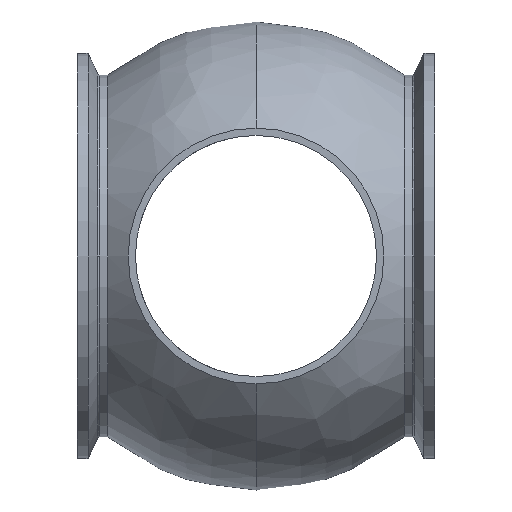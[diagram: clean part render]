
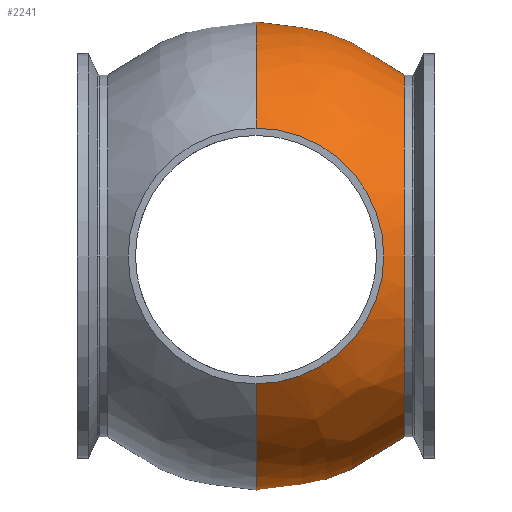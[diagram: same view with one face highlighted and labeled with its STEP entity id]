
A CAD part, front view. The second image highlights one B-rep face of the part: STEP entity #2241.
In plain terms, the highlighted free-form (B-spline) face has degree [3, 3] with [4, 4] control points.
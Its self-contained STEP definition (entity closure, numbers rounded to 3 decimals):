
#894 = CARTESIAN_POINT ( 'NONE',  ( 73.39, 0., 0. ) ) ;
#895 = CARTESIAN_POINT ( 'NONE',  ( 73.39, -40.62, -26.5 ) ) ;
#896 = DIRECTION ( 'NONE',  ( 0., 0., 1. ) ) ;
#897 = DIRECTION ( 'NONE',  ( 0., -1., 0. ) ) ;
#898 = AXIS2_PLACEMENT_3D ( 'NONE', #1030, #897, #896 ) ;
#899 = CIRCLE ( 'NONE', #898, 26.5 ) ;
#917 = DIRECTION ( 'NONE',  ( 0., 1., 0. ) ) ;
#918 = DIRECTION ( 'NONE',  ( -1., 0., 0. ) ) ;
#919 = AXIS2_PLACEMENT_3D ( 'NONE', #894, #918, #917 ) ;
#920 = CIRCLE ( 'NONE', #919, 48.5 ) ;
#1030 = CARTESIAN_POINT ( 'NONE',  ( 73.39, -40.62, 0. ) ) ;
#1056 = CARTESIAN_POINT ( 'NONE',  ( 73.39, 0., 0. ) ) ;
#1057 = AXIS2_PLACEMENT_3D ( 'NONE', #1056, #1122, #1121 ) ;
#1058 = CIRCLE ( 'NONE', #1057, 48.5 ) ;
#1059 = CARTESIAN_POINT ( 'NONE',  ( 73.39, 40.62, 26.5 ) ) ;
#1060 = CARTESIAN_POINT ( 'NONE',  ( 73.39, 40.62, -26.5 ) ) ;
#1061 = DIRECTION ( 'NONE',  ( 0., 0., -1. ) ) ;
#1062 = DIRECTION ( 'NONE',  ( 0., -1., 0. ) ) ;
#1063 = CARTESIAN_POINT ( 'NONE',  ( 73.39, 40.62, 0. ) ) ;
#1064 = AXIS2_PLACEMENT_3D ( 'NONE', #1063, #1062, #1061 ) ;
#1120 = CARTESIAN_POINT ( 'NONE',  ( 73.39, -40.62, 26.5 ) ) ;
#1121 = DIRECTION ( 'NONE',  ( 0., 1., 0. ) ) ;
#1122 = DIRECTION ( 'NONE',  ( 1., 0., 0. ) ) ;
#1123 = DIRECTION ( 'NONE',  ( 0., 0., 1. ) ) ;
#1124 = DIRECTION ( 'NONE',  ( -1., 0., 0. ) ) ;
#1125 = CARTESIAN_POINT ( 'NONE',  ( 104.147, 0., 0. ) ) ;
#1126 = AXIS2_PLACEMENT_3D ( 'NONE', #1125, #1124, #1123 ) ;
#1127 = CIRCLE ( 'NONE', #1126, 37.5 ) ;
#1128 = CIRCLE ( 'NONE', #1064, 26.5 ) ;
#1265 = CARTESIAN_POINT ( 'NONE',  ( 73.39, 40.62, -26.5 ) ) ;
#1266 = CARTESIAN_POINT ( 'NONE',  ( 126.39, 40.62, -26.5 ) ) ;
#1267 = CARTESIAN_POINT ( 'NONE',  ( 126.39, 40.62, 26.5 ) ) ;
#1268 = CARTESIAN_POINT ( 'NONE',  ( 73.39, 40.62, 26.5 ) ) ;
#1269 = DIRECTION ( 'NONE',  ( 0., 0., 1. ) ) ;
#1270 = DIRECTION ( 'NONE',  ( -1., 0., 0. ) ) ;
#1271 = AXIS2_PLACEMENT_3D ( 'NONE', #1381, #1270, #1269 ) ;
#1272 = CIRCLE ( 'NONE', #1271, 37.5 ) ;
#1273 =( BOUNDED_SURFACE ( )  B_SPLINE_SURFACE ( 3, 3, ( 
 ( #1268, #1267, #1266, #1265 ),
 ( #1380, #1379, #1378, #1377 ),
 ( #1376, #1375, #1374, #1373 ),
 ( #1372, #1371, #1370, #1369 ) ),
 .UNSPECIFIED., .F., .F., .F. ) 
 B_SPLINE_SURFACE_WITH_KNOTS ( ( 4, 4 ),
 ( 4, 4 ),
 ( 0., 1. ),
 ( 0., 1. ),
 .UNSPECIFIED. ) 
 GEOMETRIC_REPRESENTATION_ITEM ( )  RATIONAL_B_SPLINE_SURFACE ( (
 ( 1., 0.333, 0.333, 1.),
 ( 0.698, 0.233, 0.233, 0.698),
 ( 0.698, 0.233, 0.233, 0.698),
 ( 1., 0.333, 0.333, 1.) ) ) 
 REPRESENTATION_ITEM ( '' )  SURFACE ( )  );
#1274 = FACE_OUTER_BOUND ( 'NONE', #2192, .T. ) ;
#1280 = FACE_BOUND ( 'NONE', #2242, .T. ) ;
#1366 = CARTESIAN_POINT ( 'NONE',  ( 104.147, 0., -37.5 ) ) ;
#1368 = CARTESIAN_POINT ( 'NONE',  ( 104.147, 0., 37.5 ) ) ;
#1369 = CARTESIAN_POINT ( 'NONE',  ( 73.39, -40.62, -26.5 ) ) ;
#1370 = CARTESIAN_POINT ( 'NONE',  ( 126.39, -40.62, -26.5 ) ) ;
#1371 = CARTESIAN_POINT ( 'NONE',  ( 126.39, -40.62, 26.5 ) ) ;
#1372 = CARTESIAN_POINT ( 'NONE',  ( 73.39, -40.62, 26.5 ) ) ;
#1373 = CARTESIAN_POINT ( 'NONE',  ( 73.39, -19.41, -59.012 ) ) ;
#1374 = CARTESIAN_POINT ( 'NONE',  ( 191.415, -19.41, -59.012 ) ) ;
#1375 = CARTESIAN_POINT ( 'NONE',  ( 191.415, -19.41, 59.012 ) ) ;
#1376 = CARTESIAN_POINT ( 'NONE',  ( 73.39, -19.41, 59.012 ) ) ;
#1377 = CARTESIAN_POINT ( 'NONE',  ( 73.39, 19.41, -59.012 ) ) ;
#1378 = CARTESIAN_POINT ( 'NONE',  ( 191.415, 19.41, -59.012 ) ) ;
#1379 = CARTESIAN_POINT ( 'NONE',  ( 191.415, 19.41, 59.012 ) ) ;
#1380 = CARTESIAN_POINT ( 'NONE',  ( 73.39, 19.41, 59.012 ) ) ;
#1381 = CARTESIAN_POINT ( 'NONE',  ( 104.147, 0., 0. ) ) ;
#2129 = EDGE_CURVE ( 'NONE', #2130, #2199, #899, .T. ) ;
#2130 = VERTEX_POINT ( 'NONE', #895 ) ;
#2131 = ORIENTED_EDGE ( 'NONE', *, *, #2132, .F. ) ;
#2132 = EDGE_CURVE ( 'NONE', #2195, #2130, #920, .T. ) ;
#2190 = ORIENTED_EDGE ( 'NONE', *, *, #2191, .T. ) ;
#2191 = EDGE_CURVE ( 'NONE', #2268, #2245, #1127, .T. ) ;
#2192 = EDGE_LOOP ( 'NONE', ( #2193, #2197, #2200, #2131 ) ) ;
#2193 = ORIENTED_EDGE ( 'NONE', *, *, #2194, .T. ) ;
#2194 = EDGE_CURVE ( 'NONE', #2195, #2196, #1128, .T. ) ;
#2195 = VERTEX_POINT ( 'NONE', #1060 ) ;
#2196 = VERTEX_POINT ( 'NONE', #1059 ) ;
#2197 = ORIENTED_EDGE ( 'NONE', *, *, #2198, .T. ) ;
#2198 = EDGE_CURVE ( 'NONE', #2196, #2199, #1058, .T. ) ;
#2199 = VERTEX_POINT ( 'NONE', #1120 ) ;
#2200 = ORIENTED_EDGE ( 'NONE', *, *, #2129, .F. ) ;
#2241 = ADVANCED_FACE ( 'NONE', ( #1280, #1274 ), #1273, .T. ) ;
#2242 = EDGE_LOOP ( 'NONE', ( #2243, #2190 ) ) ;
#2243 = ORIENTED_EDGE ( 'NONE', *, *, #2244, .T. ) ;
#2244 = EDGE_CURVE ( 'NONE', #2245, #2268, #1272, .T. ) ;
#2245 = VERTEX_POINT ( 'NONE', #1368 ) ;
#2268 = VERTEX_POINT ( 'NONE', #1366 ) ;
